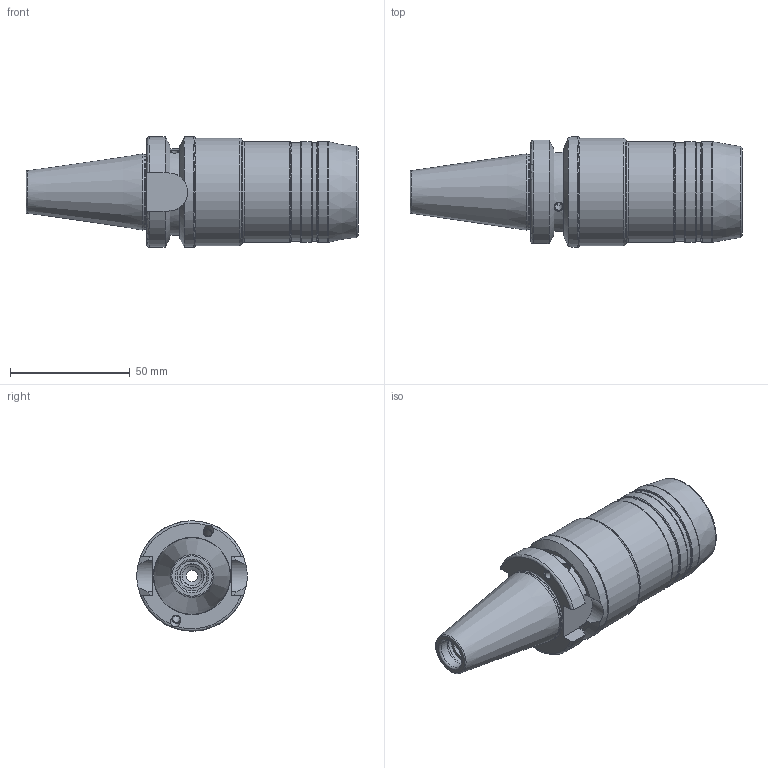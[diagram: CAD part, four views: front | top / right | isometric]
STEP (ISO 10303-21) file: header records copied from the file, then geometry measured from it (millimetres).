
FILE_DESCRIPTION(/* description */ (''),/* implementation_level */ '2;1');
FILE_NAME(/* name */ 'WG030-BT30ADB-HC3_4-3.54.stp',/* time_stamp */ '2021-02-03T11:18:41+09:00',/* author */ ('KKK'),/* organization */ (''),/* preprocessor_version */ 'ST-DEVELOPER v18',/* originating_system */ 'Autodesk Inventor 2020',/* authorisation */ '');
FILE_SCHEMA (('AUTOMOTIVE_DESIGN { 1 0 10303 214 3 1 1 }'));
Length unit declared in the file: millimetre
Products named in the file (1): LO-BT30ADB-HC3_4-3.54
Bounding box: 138.4 x 46 x 46 mm (x, y, z)
Volume: 128007.8 mm3; surface area: 24940.5 mm2
Topology: 1 solids, 1 shells, 99 faces, 334 edges, 235 vertices
Faces by surface type: cylinder 40, torus 21, plane 19, cone 19
Full cylindrical faces by diameter (mm): 3.242 x8, 4 x4, 4.917 x1, 8 x1, 10 x1, 10.106 x1, 12.5 x1, 13.1 x1, 19.05 x1, 19.5 x1, 31.2 x1, 41 x2, 42 x3, 45 x1, 46 x1
Entity records: 4089 total; most frequent: CARTESIAN_POINT 956, DIRECTION 716, ORIENTED_EDGE 664, EDGE_CURVE 332, AXIS2_PLACEMENT_3D 319, VERTEX_POINT 235, CIRCLE 199, EDGE_LOOP 109
